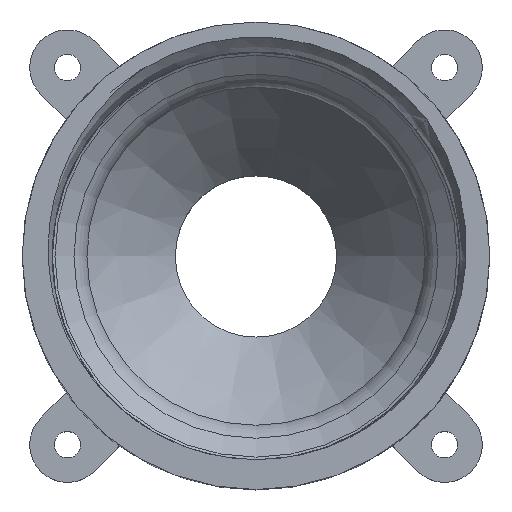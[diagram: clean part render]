
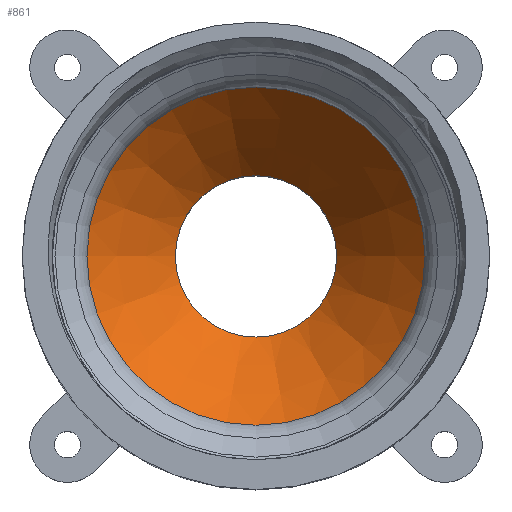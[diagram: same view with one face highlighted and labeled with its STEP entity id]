
A CAD part, top view. The second image highlights one B-rep face of the part: STEP entity #861.
In plain terms, the highlighted conical face has half-angle 39.352 degrees and reference radius 23.453 mm.
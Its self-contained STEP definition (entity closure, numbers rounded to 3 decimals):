
#55=CONICAL_SURFACE('',#981,23.453,0.687);
#102=FACE_OUTER_BOUND('',#160,.T.);
#160=EDGE_LOOP('',(#790,#791,#792,#793,#794));
#171=CIRCLE('',#892,22.414);
#221=CIRCLE('',#979,10.7);
#222=CIRCLE('',#980,10.7);
#289=LINE('',#2491,#337);
#337=VECTOR('',#1240,25.);
#352=VERTEX_POINT('',#1657);
#419=VERTEX_POINT('',#2485);
#420=VERTEX_POINT('',#2487);
#440=EDGE_CURVE('',#352,#352,#171,.T.);
#545=EDGE_CURVE('',#419,#420,#221,.F.);
#546=EDGE_CURVE('',#420,#419,#222,.F.);
#547=EDGE_CURVE('',#352,#420,#289,.T.);
#790=ORIENTED_EDGE('',*,*,#440,.F.);
#791=ORIENTED_EDGE('',*,*,#547,.T.);
#792=ORIENTED_EDGE('',*,*,#545,.F.);
#793=ORIENTED_EDGE('',*,*,#546,.F.);
#794=ORIENTED_EDGE('',*,*,#547,.F.);
#861=ADVANCED_FACE('',(#102),#55,.F.);
#892=AXIS2_PLACEMENT_3D('',#1659,#1018,#1019);
#979=AXIS2_PLACEMENT_3D('',#2488,#1234,#1235);
#980=AXIS2_PLACEMENT_3D('',#2489,#1236,#1237);
#981=AXIS2_PLACEMENT_3D('',#2490,#1238,#1239);
#1018=DIRECTION('center_axis',(0.,0.,-1.));
#1019=DIRECTION('ref_axis',(1.,0.,0.));
#1234=DIRECTION('center_axis',(0.,0.,-1.));
#1235=DIRECTION('ref_axis',(-1.,0.,0.));
#1236=DIRECTION('center_axis',(0.,0.,-1.));
#1237=DIRECTION('ref_axis',(-1.,0.,0.));
#1238=DIRECTION('center_axis',(0.,0.,1.));
#1239=DIRECTION('ref_axis',(1.,0.,0.));
#1240=DIRECTION('',(0.634,0.,-0.773));
#1657=CARTESIAN_POINT('',(-22.414,0.,0.));
#1659=CARTESIAN_POINT('Origin',(0.,0.,0.));
#2485=CARTESIAN_POINT('',(10.7,0.,-14.285));
#2487=CARTESIAN_POINT('',(-10.7,0.,-14.285));
#2488=CARTESIAN_POINT('Origin',(0.,0.,-14.285));
#2489=CARTESIAN_POINT('Origin',(0.,0.,-14.285));
#2490=CARTESIAN_POINT('Origin',(0.,0.,1.268));
#2491=CARTESIAN_POINT('',(-23.453,0.,1.268));
